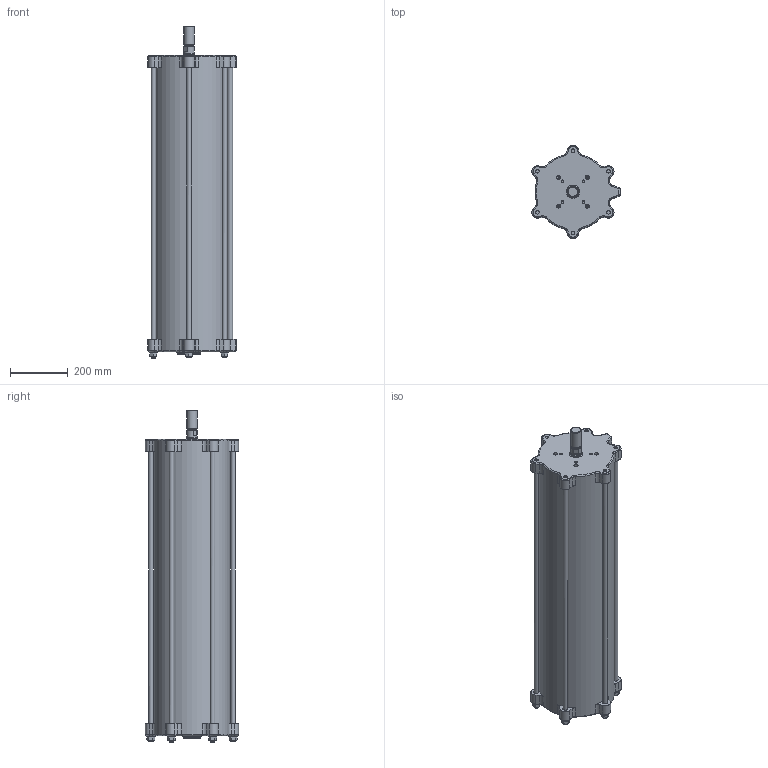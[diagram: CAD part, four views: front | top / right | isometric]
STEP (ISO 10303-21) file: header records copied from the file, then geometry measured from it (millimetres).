
FILE_DESCRIPTION(/* description */ (''),/* implementation_level */ '2;1');
FILE_NAME(/* name */ 'SC250 - 800.stp',/* time_stamp */ '2017-11-22T15:18:06+01:00',/* author */ ('Brumpreuksch'),/* organization */ (''),/* preprocessor_version */ 'ST-DEVELOPER v16.5',/* originating_system */ 'Autodesk Inventor 2017',/* authorisation */ '');
FILE_SCHEMA (('AUTOMOTIVE_DESIGN { 1 0 10303 214 3 1 1 }'));
Length unit declared in the file: millimetre
Products named in the file (1): SC250 - 800
Bounding box: 304.98 x 322 x 1148 mm (x, y, z)
Volume: 12766916.8 mm3; surface area: 2651066.4 mm2
Topology: 1 solids, 21 shells, 1179 faces, 2626 edges, 1521 vertices
Faces by surface type: cylinder 321, plane 294, torus 184, bspline 179, cone 109, sphere 92
Full cylindrical faces by diameter (mm): 4.917 x7, 7.5 x4, 8.376 x4, 9.5 x2, 10.106 x2, 12 x4, 12.5 x6, 13.835 x4, 14 x7, 16 x12, 17 x6, 17.5 x6, 18 x3, 18.2 x4, 18.5 x2, 18.631 x2, 23 x2, 25 x1, 26 x2, 30 x12, 30.5 x1, 32 x1, 36 x2, 40 x5, 40.2 x2, 44 x1, 49.8 x2, 56 x1, 180 x1, 237.45 x2
Entity records: 36712 total; most frequent: CARTESIAN_POINT 11368, DIRECTION 5279, ORIENTED_EDGE 4550, AXIS2_PLACEMENT_3D 2404, EDGE_CURVE 2271, EDGE_LOOP 1540, VERTEX_POINT 1433, CIRCLE 1342
